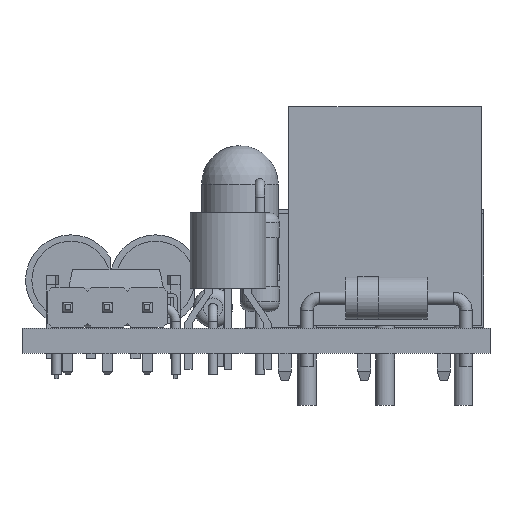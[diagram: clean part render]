
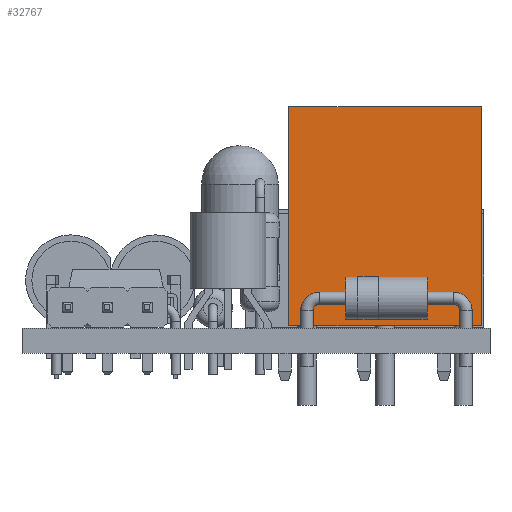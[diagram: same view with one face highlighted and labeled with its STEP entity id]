
A CAD part, left-side view. The second image highlights one B-rep face of the part: STEP entity #32767.
In plain terms, the highlighted planar face has unit normal (-1, 0, 0).
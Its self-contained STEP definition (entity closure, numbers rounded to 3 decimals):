
#32504 = EDGE_CURVE('',#32505,#32507,#32509,.T.);
#32505 = VERTEX_POINT('',#32506);
#32506 = CARTESIAN_POINT('',(-7.75,6.15,0.1));
#32507 = VERTEX_POINT('',#32508);
#32508 = CARTESIAN_POINT('',(-7.75,6.15,14.1));
#32509 = SURFACE_CURVE('',#32510,(#32514,#32526),.PCURVE_S1.);
#32510 = LINE('',#32511,#32512);
#32511 = CARTESIAN_POINT('',(-7.75,6.15,0.1));
#32512 = VECTOR('',#32513,1.);
#32513 = DIRECTION('',(0.,0.,1.));
#32514 = PCURVE('',#32515,#32520);
#32515 = PLANE('',#32516);
#32516 = AXIS2_PLACEMENT_3D('',#32517,#32518,#32519);
#32517 = CARTESIAN_POINT('',(-7.75,6.15,0.1));
#32518 = DIRECTION('',(0.,1.,0.));
#32519 = DIRECTION('',(1.,0.,0.));
#32520 = DEFINITIONAL_REPRESENTATION('',(#32521),#32525);
#32521 = LINE('',#32522,#32523);
#32522 = CARTESIAN_POINT('',(0.,0.));
#32523 = VECTOR('',#32524,1.);
#32524 = DIRECTION('',(0.,-1.));
#32525 = ( GEOMETRIC_REPRESENTATION_CONTEXT(2) 
PARAMETRIC_REPRESENTATION_CONTEXT() REPRESENTATION_CONTEXT('2D SPACE',''
  ) );
#32526 = PCURVE('',#32527,#32532);
#32527 = PLANE('',#32528);
#32528 = AXIS2_PLACEMENT_3D('',#32529,#32530,#32531);
#32529 = CARTESIAN_POINT('',(-7.75,-6.15,0.1));
#32530 = DIRECTION('',(-1.,0.,0.));
#32531 = DIRECTION('',(0.,1.,0.));
#32532 = DEFINITIONAL_REPRESENTATION('',(#32533),#32537);
#32533 = LINE('',#32534,#32535);
#32534 = CARTESIAN_POINT('',(12.3,0.));
#32535 = VECTOR('',#32536,1.);
#32536 = DIRECTION('',(0.,-1.));
#32537 = ( GEOMETRIC_REPRESENTATION_CONTEXT(2) 
PARAMETRIC_REPRESENTATION_CONTEXT() REPRESENTATION_CONTEXT('2D SPACE',''
  ) );
#32555 = PLANE('',#32556);
#32556 = AXIS2_PLACEMENT_3D('',#32557,#32558,#32559);
#32557 = CARTESIAN_POINT('',(0.,0.,14.1));
#32558 = DIRECTION('',(0.,0.,-1.));
#32559 = DIRECTION('',(0.,-1.,0.));
#32609 = PLANE('',#32610);
#32610 = AXIS2_PLACEMENT_3D('',#32611,#32612,#32613);
#32611 = CARTESIAN_POINT('',(0.,0.,0.1));
#32612 = DIRECTION('',(0.,0.,-1.));
#32613 = DIRECTION('',(0.,-1.,0.));
#32664 = PLANE('',#32665);
#32665 = AXIS2_PLACEMENT_3D('',#32666,#32667,#32668);
#32666 = CARTESIAN_POINT('',(7.75,-6.15,0.1));
#32667 = DIRECTION('',(0.,-1.,0.));
#32668 = DIRECTION('',(-1.,0.,0.));
#32702 = VERTEX_POINT('',#32703);
#32703 = CARTESIAN_POINT('',(-7.75,-6.15,14.1));
#32724 = EDGE_CURVE('',#32725,#32702,#32727,.T.);
#32725 = VERTEX_POINT('',#32726);
#32726 = CARTESIAN_POINT('',(-7.75,-6.15,0.1));
#32727 = SURFACE_CURVE('',#32728,(#32732,#32739),.PCURVE_S1.);
#32728 = LINE('',#32729,#32730);
#32729 = CARTESIAN_POINT('',(-7.75,-6.15,0.1));
#32730 = VECTOR('',#32731,1.);
#32731 = DIRECTION('',(0.,0.,1.));
#32732 = PCURVE('',#32664,#32733);
#32733 = DEFINITIONAL_REPRESENTATION('',(#32734),#32738);
#32734 = LINE('',#32735,#32736);
#32735 = CARTESIAN_POINT('',(15.5,0.));
#32736 = VECTOR('',#32737,1.);
#32737 = DIRECTION('',(0.,-1.));
#32738 = ( GEOMETRIC_REPRESENTATION_CONTEXT(2) 
PARAMETRIC_REPRESENTATION_CONTEXT() REPRESENTATION_CONTEXT('2D SPACE',''
  ) );
#32739 = PCURVE('',#32527,#32740);
#32740 = DEFINITIONAL_REPRESENTATION('',(#32741),#32745);
#32741 = LINE('',#32742,#32743);
#32742 = CARTESIAN_POINT('',(0.,0.));
#32743 = VECTOR('',#32744,1.);
#32744 = DIRECTION('',(0.,-1.));
#32745 = ( GEOMETRIC_REPRESENTATION_CONTEXT(2) 
PARAMETRIC_REPRESENTATION_CONTEXT() REPRESENTATION_CONTEXT('2D SPACE',''
  ) );
#32767 = ADVANCED_FACE('',(#32768),#32527,.T.);
#32768 = FACE_BOUND('',#32769,.T.);
#32769 = EDGE_LOOP('',(#32770,#32771,#32792,#32793));
#32770 = ORIENTED_EDGE('',*,*,#32724,.T.);
#32771 = ORIENTED_EDGE('',*,*,#32772,.T.);
#32772 = EDGE_CURVE('',#32702,#32507,#32773,.T.);
#32773 = SURFACE_CURVE('',#32774,(#32778,#32785),.PCURVE_S1.);
#32774 = LINE('',#32775,#32776);
#32775 = CARTESIAN_POINT('',(-7.75,-6.15,14.1));
#32776 = VECTOR('',#32777,1.);
#32777 = DIRECTION('',(0.,1.,0.));
#32778 = PCURVE('',#32527,#32779);
#32779 = DEFINITIONAL_REPRESENTATION('',(#32780),#32784);
#32780 = LINE('',#32781,#32782);
#32781 = CARTESIAN_POINT('',(0.,-14.));
#32782 = VECTOR('',#32783,1.);
#32783 = DIRECTION('',(1.,0.));
#32784 = ( GEOMETRIC_REPRESENTATION_CONTEXT(2) 
PARAMETRIC_REPRESENTATION_CONTEXT() REPRESENTATION_CONTEXT('2D SPACE',''
  ) );
#32785 = PCURVE('',#32555,#32786);
#32786 = DEFINITIONAL_REPRESENTATION('',(#32787),#32791);
#32787 = LINE('',#32788,#32789);
#32788 = CARTESIAN_POINT('',(6.15,7.75));
#32789 = VECTOR('',#32790,1.);
#32790 = DIRECTION('',(-1.,0.));
#32791 = ( GEOMETRIC_REPRESENTATION_CONTEXT(2) 
PARAMETRIC_REPRESENTATION_CONTEXT() REPRESENTATION_CONTEXT('2D SPACE',''
  ) );
#32792 = ORIENTED_EDGE('',*,*,#32504,.F.);
#32793 = ORIENTED_EDGE('',*,*,#32794,.F.);
#32794 = EDGE_CURVE('',#32725,#32505,#32795,.T.);
#32795 = SURFACE_CURVE('',#32796,(#32800,#32807),.PCURVE_S1.);
#32796 = LINE('',#32797,#32798);
#32797 = CARTESIAN_POINT('',(-7.75,-6.15,0.1));
#32798 = VECTOR('',#32799,1.);
#32799 = DIRECTION('',(0.,1.,0.));
#32800 = PCURVE('',#32527,#32801);
#32801 = DEFINITIONAL_REPRESENTATION('',(#32802),#32806);
#32802 = LINE('',#32803,#32804);
#32803 = CARTESIAN_POINT('',(0.,0.));
#32804 = VECTOR('',#32805,1.);
#32805 = DIRECTION('',(1.,0.));
#32806 = ( GEOMETRIC_REPRESENTATION_CONTEXT(2) 
PARAMETRIC_REPRESENTATION_CONTEXT() REPRESENTATION_CONTEXT('2D SPACE',''
  ) );
#32807 = PCURVE('',#32609,#32808);
#32808 = DEFINITIONAL_REPRESENTATION('',(#32809),#32813);
#32809 = LINE('',#32810,#32811);
#32810 = CARTESIAN_POINT('',(6.15,7.75));
#32811 = VECTOR('',#32812,1.);
#32812 = DIRECTION('',(-1.,0.));
#32813 = ( GEOMETRIC_REPRESENTATION_CONTEXT(2) 
PARAMETRIC_REPRESENTATION_CONTEXT() REPRESENTATION_CONTEXT('2D SPACE',''
  ) );
